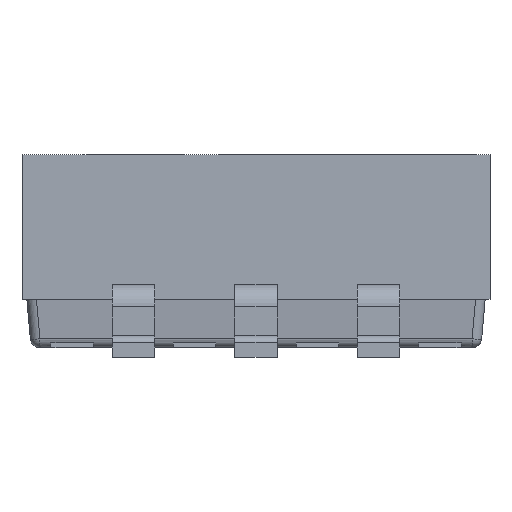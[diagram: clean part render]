
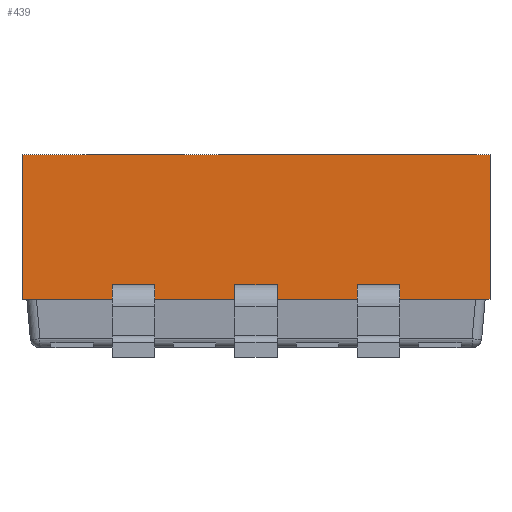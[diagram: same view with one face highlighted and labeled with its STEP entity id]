
A CAD part, front view. The second image highlights one B-rep face of the part: STEP entity #439.
In plain terms, the highlighted planar face has unit normal (0, -1, 0).
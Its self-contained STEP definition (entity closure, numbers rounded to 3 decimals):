
#439 = ADVANCED_FACE( '', ( #1067 ), #1068, .F. );
#1067 = FACE_OUTER_BOUND( '', #1907, .T. );
#1068 = PLANE( '', #1908 );
#1907 = EDGE_LOOP( '', ( #3214, #3215, #3216, #3217, #3218, #3219, #3220, #3221, #3222, #3223, #3224, #3225, #3226, #3227, #3228, #3229 ) );
#1908 = AXIS2_PLACEMENT_3D( '', #3230, #3231, #3232 );
#3214 = ORIENTED_EDGE( '', *, *, #5266, .F. );
#3215 = ORIENTED_EDGE( '', *, *, #5513, .T. );
#3216 = ORIENTED_EDGE( '', *, *, #5514, .T. );
#3217 = ORIENTED_EDGE( '', *, *, #5515, .T. );
#3218 = ORIENTED_EDGE( '', *, *, #5516, .T. );
#3219 = ORIENTED_EDGE( '', *, *, #5333, .T. );
#3220 = ORIENTED_EDGE( '', *, *, #5517, .T. );
#3221 = ORIENTED_EDGE( '', *, *, #5376, .T. );
#3222 = ORIENTED_EDGE( '', *, *, #5518, .T. );
#3223 = ORIENTED_EDGE( '', *, *, #5519, .T. );
#3224 = ORIENTED_EDGE( '', *, *, #5520, .F. );
#3225 = ORIENTED_EDGE( '', *, *, #5521, .F. );
#3226 = ORIENTED_EDGE( '', *, *, #5277, .T. );
#3227 = ORIENTED_EDGE( '', *, *, #5522, .T. );
#3228 = ORIENTED_EDGE( '', *, *, #5273, .F. );
#3229 = ORIENTED_EDGE( '', *, *, #5523, .F. );
#3230 = CARTESIAN_POINT( '', ( -2.425, -2.8, 1.5 ) );
#3231 = DIRECTION( '', ( 0., 1., 0. ) );
#3232 = DIRECTION( '', ( -1., 0., 0. ) );
#5266 = EDGE_CURVE( '', #6332, #6333, #6334, .T. );
#5273 = EDGE_CURVE( '', #6343, #6344, #6345, .T. );
#5277 = EDGE_CURVE( '', #6349, #6350, #6351, .T. );
#5333 = EDGE_CURVE( '', #6450, #6448, #6451, .T. );
#5376 = EDGE_CURVE( '', #6519, #6521, #6523, .T. );
#5513 = EDGE_CURVE( '', #6332, #6751, #6752, .T. );
#5514 = EDGE_CURVE( '', #6751, #6753, #6754, .T. );
#5515 = EDGE_CURVE( '', #6753, #6755, #6756, .T. );
#5516 = EDGE_CURVE( '', #6755, #6450, #6757, .T. );
#5517 = EDGE_CURVE( '', #6448, #6519, #6758, .T. );
#5518 = EDGE_CURVE( '', #6521, #6759, #6760, .T. );
#5519 = EDGE_CURVE( '', #6759, #6761, #6762, .T. );
#5520 = EDGE_CURVE( '', #6763, #6761, #6764, .T. );
#5521 = EDGE_CURVE( '', #6349, #6763, #6765, .T. );
#5522 = EDGE_CURVE( '', #6350, #6344, #6766, .T. );
#5523 = EDGE_CURVE( '', #6333, #6343, #6767, .T. );
#6332 = VERTEX_POINT( '', #7863 );
#6333 = VERTEX_POINT( '', #7864 );
#6334 = LINE( '', #7865, #7866 );
#6343 = VERTEX_POINT( '', #7933 );
#6344 = VERTEX_POINT( '', #7934 );
#6345 = LINE( '', #7935, #7936 );
#6349 = VERTEX_POINT( '', #7942 );
#6350 = VERTEX_POINT( '', #7943 );
#6351 = LINE( '', #7944, #7945 );
#6448 = VERTEX_POINT( '', #8077 );
#6450 = VERTEX_POINT( '', #8080 );
#6451 = LINE( '', #8081, #8082 );
#6519 = VERTEX_POINT( '', #8187 );
#6521 = VERTEX_POINT( '', #8190 );
#6523 = LINE( '', #8193, #8194 );
#6751 = VERTEX_POINT( '', #8592 );
#6752 = LINE( '', #8593, #8594 );
#6753 = VERTEX_POINT( '', #8595 );
#6754 = LINE( '', #8596, #8597 );
#6755 = VERTEX_POINT( '', #8598 );
#6756 = LINE( '', #8599, #8600 );
#6757 = LINE( '', #8601, #8602 );
#6758 = LINE( '', #8603, #8604 );
#6759 = VERTEX_POINT( '', #8605 );
#6760 = LINE( '', #8606, #8607 );
#6761 = VERTEX_POINT( '', #8608 );
#6762 = LINE( '', #8609, #8610 );
#6763 = VERTEX_POINT( '', #8611 );
#6764 = LINE( '', #8612, #8613 );
#6765 = LINE( '', #8614, #8615 );
#6766 = LINE( '', #8616, #8617 );
#6767 = LINE( '', #8618, #8619 );
#7863 = CARTESIAN_POINT( '', ( -1.048, -2.8, 0. ) );
#7864 = CARTESIAN_POINT( '', ( -1.048, -2.8, 0.15 ) );
#7865 = CARTESIAN_POINT( '', ( -1.048, -2.8, 1.5 ) );
#7866 = VECTOR( '', #10062, 1000. );
#7933 = CARTESIAN_POINT( '', ( -1.488, -2.8, 0.15 ) );
#7934 = CARTESIAN_POINT( '', ( -1.488, -2.8, 0. ) );
#7935 = CARTESIAN_POINT( '', ( -1.488, -2.8, 1.5 ) );
#7936 = VECTOR( '', #10065, 1000. );
#7942 = CARTESIAN_POINT( '', ( -2.425, -2.8, 1.5 ) );
#7943 = CARTESIAN_POINT( '', ( -2.425, -2.8, 0. ) );
#7944 = CARTESIAN_POINT( '', ( -2.425, -2.8, 1.5 ) );
#7945 = VECTOR( '', #10068, 1000. );
#8077 = CARTESIAN_POINT( '', ( 1.05, -2.8, 0. ) );
#8080 = CARTESIAN_POINT( '', ( 0.22, -2.8, 0. ) );
#8081 = CARTESIAN_POINT( '', ( -2.425, -2.8, 0. ) );
#8082 = VECTOR( '', #10139, 1000. );
#8187 = CARTESIAN_POINT( '', ( 1.05, -2.8, 0.15 ) );
#8190 = CARTESIAN_POINT( '', ( 1.49, -2.8, 0.15 ) );
#8193 = CARTESIAN_POINT( '', ( -2.425, -2.8, 0.15 ) );
#8194 = VECTOR( '', #10171, 1000. );
#8592 = CARTESIAN_POINT( '', ( -0.22, -2.8, 0. ) );
#8593 = CARTESIAN_POINT( '', ( -2.425, -2.8, 0. ) );
#8594 = VECTOR( '', #10303, 1000. );
#8595 = CARTESIAN_POINT( '', ( -0.22, -2.8, 0.15 ) );
#8596 = CARTESIAN_POINT( '', ( -0.22, -2.8, 1.5 ) );
#8597 = VECTOR( '', #10304, 1000. );
#8598 = CARTESIAN_POINT( '', ( 0.22, -2.8, 0.15 ) );
#8599 = CARTESIAN_POINT( '', ( -2.425, -2.8, 0.15 ) );
#8600 = VECTOR( '', #10305, 1000. );
#8601 = CARTESIAN_POINT( '', ( 0.22, -2.8, 1.5 ) );
#8602 = VECTOR( '', #10306, 1000. );
#8603 = CARTESIAN_POINT( '', ( 1.05, -2.8, 1.5 ) );
#8604 = VECTOR( '', #10307, 1000. );
#8605 = CARTESIAN_POINT( '', ( 1.49, -2.8, 0. ) );
#8606 = CARTESIAN_POINT( '', ( 1.49, -2.8, 1.5 ) );
#8607 = VECTOR( '', #10308, 1000. );
#8608 = CARTESIAN_POINT( '', ( 2.425, -2.8, 0. ) );
#8609 = CARTESIAN_POINT( '', ( -2.425, -2.8, 0. ) );
#8610 = VECTOR( '', #10309, 1000. );
#8611 = CARTESIAN_POINT( '', ( 2.425, -2.8, 1.5 ) );
#8612 = CARTESIAN_POINT( '', ( 2.425, -2.8, 1.5 ) );
#8613 = VECTOR( '', #10310, 1000. );
#8614 = CARTESIAN_POINT( '', ( -2.425, -2.8, 1.5 ) );
#8615 = VECTOR( '', #10311, 1000. );
#8616 = CARTESIAN_POINT( '', ( -2.425, -2.8, 0. ) );
#8617 = VECTOR( '', #10312, 1000. );
#8618 = CARTESIAN_POINT( '', ( -2.425, -2.8, 0.15 ) );
#8619 = VECTOR( '', #10313, 1000. );
#10062 = DIRECTION( '', ( 0., 0., 1. ) );
#10065 = DIRECTION( '', ( 0., 0., -1. ) );
#10068 = DIRECTION( '', ( 0., 0., -1. ) );
#10139 = DIRECTION( '', ( 1., 0., 0. ) );
#10171 = DIRECTION( '', ( 1., 0., 0. ) );
#10303 = DIRECTION( '', ( 1., 0., 0. ) );
#10304 = DIRECTION( '', ( 0., 0., 1. ) );
#10305 = DIRECTION( '', ( 1., 0., 0. ) );
#10306 = DIRECTION( '', ( 0., 0., -1. ) );
#10307 = DIRECTION( '', ( 0., 0., 1. ) );
#10308 = DIRECTION( '', ( 0., 0., -1. ) );
#10309 = DIRECTION( '', ( 1., 0., 0. ) );
#10310 = DIRECTION( '', ( 0., 0., -1. ) );
#10311 = DIRECTION( '', ( 1., 0., 0. ) );
#10312 = DIRECTION( '', ( 1., 0., 0. ) );
#10313 = DIRECTION( '', ( -1., 0., 0. ) );
